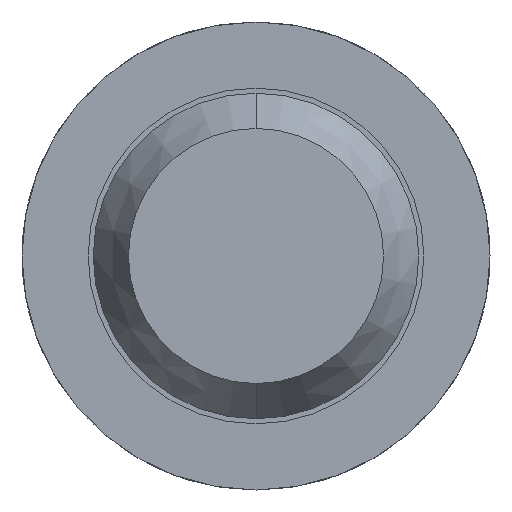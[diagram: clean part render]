
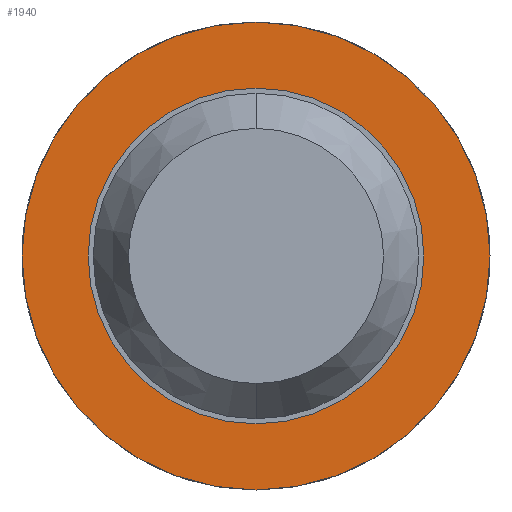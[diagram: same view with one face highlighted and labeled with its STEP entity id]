
A CAD part, front view. The second image highlights one B-rep face of the part: STEP entity #1940.
In plain terms, the highlighted planar face has unit normal (0, -1, 0).
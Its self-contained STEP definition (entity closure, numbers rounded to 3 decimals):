
#46 = CARTESIAN_POINT ( 'NONE',  ( 0., -1.7, 0. ) ) ;
#49 = EDGE_LOOP ( 'NONE', ( #2787, #2858 ) ) ;
#172 = VERTEX_POINT ( 'NONE', #3418 ) ;
#191 = EDGE_CURVE ( 'Defeature ausgef�hrt1_7+Defeature ausgef�hrt1_6+Defeature ausgef�hrt1_6+Defeature ausgef�hrt1_6', #989, #2761, #1825, .T. ) ;
#295 = CARTESIAN_POINT ( 'NONE',  ( 0., -1.7, 0.825 ) ) ;
#388 = CARTESIAN_POINT ( 'NONE',  ( 0., -1.7, -0.825 ) ) ;
#542 = CIRCLE ( 'NONE', #2604, 1.15 ) ;
#696 = DIRECTION ( 'NONE',  ( 0., 0., 1. ) ) ;
#746 = ORIENTED_EDGE ( 'NONE', *, *, #2262, .F. ) ;
#805 = CARTESIAN_POINT ( 'NONE',  ( 0.825, -1.7, 0. ) ) ;
#989 = VERTEX_POINT ( 'NONE', #388 ) ;
#1005 = EDGE_CURVE ( 'Defeature ausgef�hrt1_0+Defeature ausgef�hrt1_7+Defeature ausgef�hrt1_7+Defeature ausgef�hrt1_7', #2124, #172, #3453, .T. ) ;
#1269 = FACE_BOUND ( 'NONE', #49, .T. ) ;
#1288 = CARTESIAN_POINT ( 'NONE',  ( 0., -1.7, 0. ) ) ;
#1376 = DIRECTION ( 'NONE',  ( 0., 1., 0. ) ) ;
#1425 = AXIS2_PLACEMENT_3D ( 'NONE', #805, #3895, #2930 ) ;
#1489 = EDGE_CURVE ( 'Defeature ausgef�hrt1_7+Defeature ausgef�hrt1_6+Defeature ausgef�hrt1_6+Defeature ausgef�hrt1_6', #2761, #989, #2184, .T. ) ;
#1584 = DIRECTION ( 'NONE',  ( 0., 0., 1. ) ) ;
#1825 = CIRCLE ( 'NONE', #3305, 0.825 ) ;
#1862 = CARTESIAN_POINT ( 'NONE',  ( 0., -1.7, 0. ) ) ;
#1885 = CARTESIAN_POINT ( 'NONE',  ( 0., -1.7, -1.15 ) ) ;
#1940 = ADVANCED_FACE ( 'Defeature ausgef�hrt1_7', ( #2077, #1269 ), #2372, .F. ) ;
#2077 = FACE_OUTER_BOUND ( 'NONE', #2860, .T. ) ;
#2124 = VERTEX_POINT ( 'NONE', #1885 ) ;
#2184 = CIRCLE ( 'NONE', #3047, 0.825 ) ;
#2262 = EDGE_CURVE ( 'Defeature ausgef�hrt1_0+Defeature ausgef�hrt1_7+Defeature ausgef�hrt1_7+Defeature ausgef�hrt1_7', #172, #2124, #542, .T. ) ;
#2372 = PLANE ( 'NONE',  #1425 ) ;
#2490 = DIRECTION ( 'NONE',  ( 0., 1., 0. ) ) ;
#2573 = DIRECTION ( 'NONE',  ( 0., 0., 1. ) ) ;
#2604 = AXIS2_PLACEMENT_3D ( 'NONE', #46, #3190, #696 ) ;
#2761 = VERTEX_POINT ( 'NONE', #295 ) ;
#2787 = ORIENTED_EDGE ( 'NONE', *, *, #1489, .T. ) ;
#2840 = ORIENTED_EDGE ( 'NONE', *, *, #1005, .F. ) ;
#2858 = ORIENTED_EDGE ( 'NONE', *, *, #191, .T. ) ;
#2860 = EDGE_LOOP ( 'NONE', ( #746, #2840 ) ) ;
#2917 = CARTESIAN_POINT ( 'NONE',  ( 0., -1.7, 0. ) ) ;
#2930 = DIRECTION ( 'NONE',  ( 0., 0., 1. ) ) ;
#3047 = AXIS2_PLACEMENT_3D ( 'NONE', #1862, #2490, #3733 ) ;
#3190 = DIRECTION ( 'NONE',  ( 0., 1., 0. ) ) ;
#3305 = AXIS2_PLACEMENT_3D ( 'NONE', #1288, #3435, #1584 ) ;
#3343 = AXIS2_PLACEMENT_3D ( 'NONE', #2917, #1376, #2573 ) ;
#3418 = CARTESIAN_POINT ( 'NONE',  ( 0., -1.7, 1.15 ) ) ;
#3435 = DIRECTION ( 'NONE',  ( 0., 1., 0. ) ) ;
#3453 = CIRCLE ( 'NONE', #3343, 1.15 ) ;
#3733 = DIRECTION ( 'NONE',  ( 0., 0., 1. ) ) ;
#3895 = DIRECTION ( 'NONE',  ( 0., 1., 0. ) ) ;
